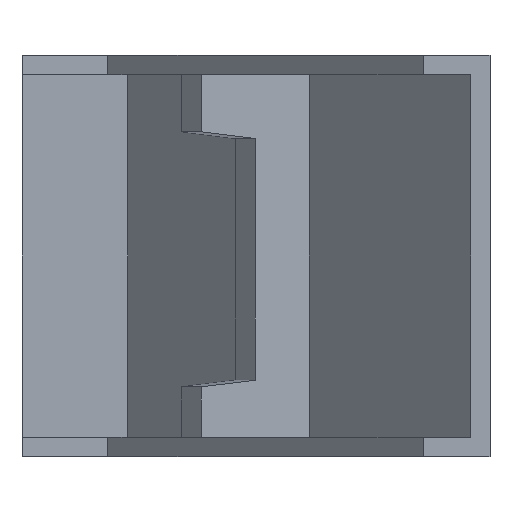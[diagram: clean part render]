
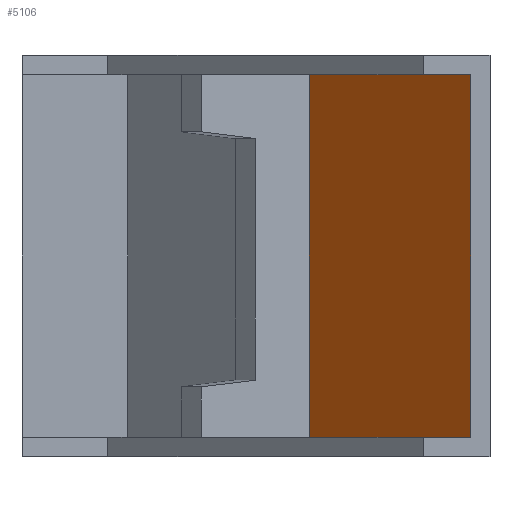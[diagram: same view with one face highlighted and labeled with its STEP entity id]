
A CAD part, front view. The second image highlights one B-rep face of the part: STEP entity #5106.
In plain terms, the highlighted planar face has unit normal (-0.707, -0.707, 0).
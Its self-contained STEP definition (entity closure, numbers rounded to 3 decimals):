
#4917=CARTESIAN_POINT('',(-18.904,27.975,2.));
#4918=VERTEX_POINT('',#4917);
#4925=CARTESIAN_POINT('',(-18.904,27.975,40.0));
#4926=VERTEX_POINT('',#4925);
#4927=CARTESIAN_POINT('',(-18.904,27.975,40.0));
#4928=DIRECTION('',(0.0,0.0,-1.0));
#4929=VECTOR('',#4928,38.0);
#4930=LINE('',#4927,#4929);
#4931=EDGE_CURVE('',#4926,#4918,#4930,.T.);
#5042=CARTESIAN_POINT('',(-2.,11.071,40.0));
#5043=VERTEX_POINT('',#5042);
#5044=CARTESIAN_POINT('',(-18.904,27.975,40.0));
#5045=DIRECTION('',(0.707,-0.707,0.0));
#5046=VECTOR('',#5045,23.906);
#5047=LINE('',#5044,#5046);
#5048=EDGE_CURVE('',#5043,#4926,#5047,.F.);
#5083=CARTESIAN_POINT('',(-1.414,10.485,0.0));
#5084=DIRECTION('',(0.707,0.707,0.0));
#5085=DIRECTION('',(-0.707,0.707,0.0));
#5086=AXIS2_PLACEMENT_3D('',#5083,#5084,#5085);
#5087=PLANE('',#5086);
#5088=ORIENTED_EDGE('',*,*,#4931,.T.);
#5089=CARTESIAN_POINT('',(-2.,11.071,2.0));
#5090=VERTEX_POINT('',#5089);
#5091=CARTESIAN_POINT('',(-18.904,27.975,2.0));
#5092=DIRECTION('',(0.707,-0.707,0.0));
#5093=VECTOR('',#5092,23.906);
#5094=LINE('',#5091,#5093);
#5095=EDGE_CURVE('',#4918,#5090,#5094,.T.);
#5096=ORIENTED_EDGE('',*,*,#5095,.T.);
#5097=CARTESIAN_POINT('',(-2.0,11.071,40.0));
#5098=DIRECTION('',(0.0,0.0,-1.0));
#5099=VECTOR('',#5098,38.0);
#5100=LINE('',#5097,#5099);
#5101=EDGE_CURVE('',#5090,#5043,#5100,.F.);
#5102=ORIENTED_EDGE('',*,*,#5101,.T.);
#5103=ORIENTED_EDGE('',*,*,#5048,.T.);
#5104=EDGE_LOOP('',(#5088,#5096,#5102,#5103));
#5105=FACE_OUTER_BOUND('',#5104,.T.);
#5106=ADVANCED_FACE('',(#5105),#5087,.F.);
